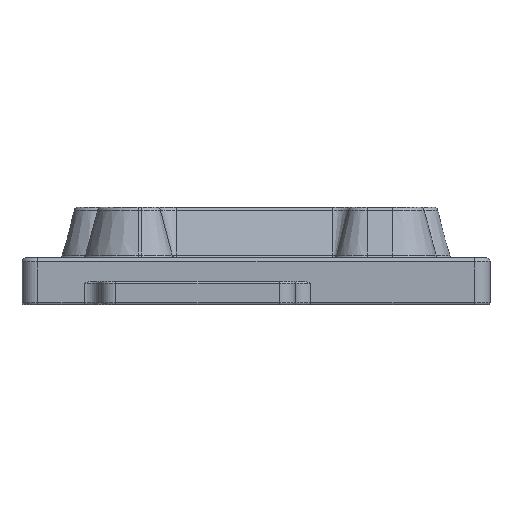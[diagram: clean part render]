
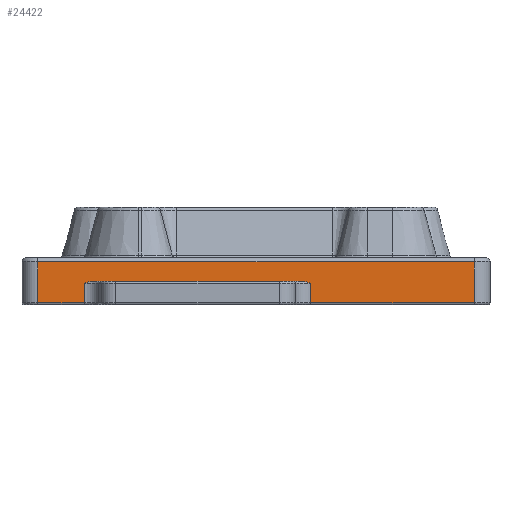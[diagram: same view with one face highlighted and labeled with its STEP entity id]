
A CAD part, left-side view. The second image highlights one B-rep face of the part: STEP entity #24422.
In plain terms, the highlighted planar face has unit normal (-1, 0, 0).
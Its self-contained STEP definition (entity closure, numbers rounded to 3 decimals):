
#20=B_SPLINE_CURVE_WITH_KNOTS('',3,(#35567,#35568,#35569,#35570),
 .UNSPECIFIED.,.F.,.F.,(4,4),(0.,0.002),.UNSPECIFIED.);
#21=B_SPLINE_CURVE_WITH_KNOTS('',3,(#35574,#35575,#35576,#35577),
 .UNSPECIFIED.,.F.,.F.,(4,4),(0.,0.002),.UNSPECIFIED.);
#1197=LINE('',#35560,#2591);
#1198=LINE('',#35563,#2592);
#1199=LINE('',#35565,#2593);
#1200=LINE('',#35572,#2594);
#1201=LINE('',#35579,#2595);
#1202=LINE('',#35581,#2596);
#1203=LINE('',#35583,#2597);
#1204=LINE('',#35585,#2598);
#2591=VECTOR('',#29485,1000.);
#2592=VECTOR('',#29486,1000.);
#2593=VECTOR('',#29487,1000.);
#2594=VECTOR('',#29488,1000.);
#2595=VECTOR('',#29489,1000.);
#2596=VECTOR('',#29490,1000.);
#2597=VECTOR('',#29491,1000.);
#2598=VECTOR('',#29492,1000.);
#4835=ORIENTED_EDGE('',*,*,#9801,.T.);
#4836=ORIENTED_EDGE('',*,*,#9802,.T.);
#4837=ORIENTED_EDGE('',*,*,#9803,.T.);
#4838=ORIENTED_EDGE('',*,*,#9804,.T.);
#4839=ORIENTED_EDGE('',*,*,#9805,.F.);
#4840=ORIENTED_EDGE('',*,*,#9806,.T.);
#4841=ORIENTED_EDGE('',*,*,#9807,.T.);
#4842=ORIENTED_EDGE('',*,*,#9808,.T.);
#4843=ORIENTED_EDGE('',*,*,#9809,.T.);
#4844=ORIENTED_EDGE('',*,*,#9810,.T.);
#9801=EDGE_CURVE('',#12285,#12286,#1197,.F.);
#9802=EDGE_CURVE('',#12286,#12287,#1198,.T.);
#9803=EDGE_CURVE('',#12287,#12288,#1199,.F.);
#9804=EDGE_CURVE('',#12288,#12289,#20,.F.);
#9805=EDGE_CURVE('',#12290,#12289,#1200,.T.);
#9806=EDGE_CURVE('',#12290,#12291,#21,.T.);
#9807=EDGE_CURVE('',#12291,#12292,#1201,.F.);
#9808=EDGE_CURVE('',#12292,#12293,#1202,.T.);
#9809=EDGE_CURVE('',#12293,#12294,#1203,.T.);
#9810=EDGE_CURVE('',#12294,#12285,#1204,.F.);
#12285=VERTEX_POINT('',#35561);
#12286=VERTEX_POINT('',#35562);
#12287=VERTEX_POINT('',#35564);
#12288=VERTEX_POINT('',#35566);
#12289=VERTEX_POINT('',#35571);
#12290=VERTEX_POINT('',#35573);
#12291=VERTEX_POINT('',#35578);
#12292=VERTEX_POINT('',#35580);
#12293=VERTEX_POINT('',#35582);
#12294=VERTEX_POINT('',#35584);
#14597=EDGE_LOOP('',(#4835,#4836,#4837,#4838,#4839,#4840,#4841,#4842,#4843,
#4844));
#15729=FACE_BOUND('',#14597,.T.);
#16683=PLANE('',#25997);
#24422=ADVANCED_FACE('',(#15729),#16683,.T.);
#25997=AXIS2_PLACEMENT_3D('',#35559,#29483,#29484);
#29483=DIRECTION('',(-1.,0.,0.));
#29484=DIRECTION('',(0.,0.,1.));
#29485=DIRECTION('',(0.,0.,1.));
#29486=DIRECTION('',(0.,-1.,0.));
#29487=DIRECTION('',(0.,0.,-1.));
#29488=DIRECTION('',(0.,1.,0.));
#29489=DIRECTION('',(0.,0.,1.));
#29490=DIRECTION('',(0.,-1.,0.));
#29491=DIRECTION('',(0.,0.,1.));
#29492=DIRECTION('',(0.,-1.,0.));
#35559=CARTESIAN_POINT('',(4.5,117.,5.));
#35560=CARTESIAN_POINT('',(4.5,113.,5.));
#35561=CARTESIAN_POINT('',(4.5,113.,16.));
#35562=CARTESIAN_POINT('',(4.5,113.,5.5));
#35563=CARTESIAN_POINT('',(4.5,101.,5.5));
#35564=CARTESIAN_POINT('',(4.5,101.,5.5));
#35565=CARTESIAN_POINT('',(4.5,101.,5.));
#35566=CARTESIAN_POINT('',(4.5,101.,10.5));
#35567=CARTESIAN_POINT('',(4.5,98.938,11.));
#35568=CARTESIAN_POINT('',(4.5,99.655,11.));
#35569=CARTESIAN_POINT('',(4.5,100.333,10.736));
#35570=CARTESIAN_POINT('',(4.5,101.,10.5));
#35571=CARTESIAN_POINT('',(4.5,98.938,11.));
#35572=CARTESIAN_POINT('',(4.5,47.,11.));
#35573=CARTESIAN_POINT('',(4.5,45.062,11.));
#35574=CARTESIAN_POINT('',(4.5,45.062,11.));
#35575=CARTESIAN_POINT('',(4.5,44.345,11.));
#35576=CARTESIAN_POINT('',(4.5,43.667,10.736));
#35577=CARTESIAN_POINT('',(4.5,43.,10.5));
#35578=CARTESIAN_POINT('',(4.5,43.,10.5));
#35579=CARTESIAN_POINT('',(4.5,43.,5.));
#35580=CARTESIAN_POINT('',(4.5,43.,5.5));
#35581=CARTESIAN_POINT('',(4.5,1.,5.5));
#35582=CARTESIAN_POINT('',(4.5,1.,5.5));
#35583=CARTESIAN_POINT('',(4.5,1.,5.));
#35584=CARTESIAN_POINT('',(4.5,1.,16.));
#35585=CARTESIAN_POINT('',(4.5,117.,16.));
